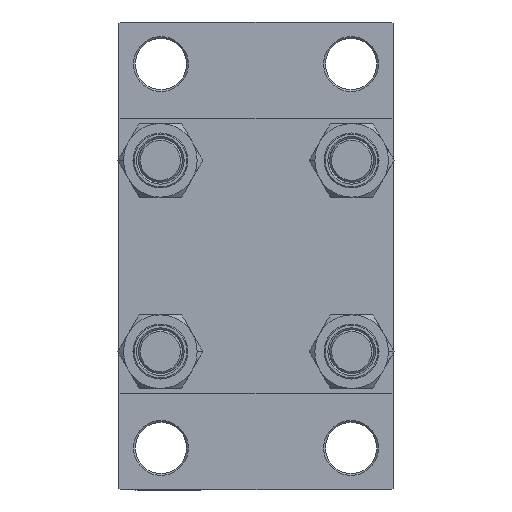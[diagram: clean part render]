
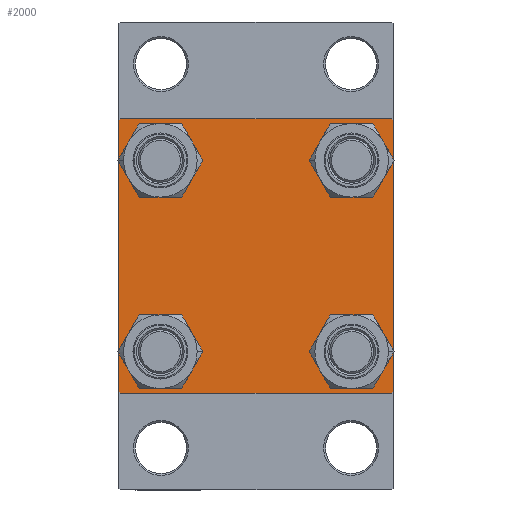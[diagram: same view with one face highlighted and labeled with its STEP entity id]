
A CAD part, left-side view. The second image highlights one B-rep face of the part: STEP entity #2000.
In plain terms, the highlighted planar face has unit normal (-1, 0, 0).
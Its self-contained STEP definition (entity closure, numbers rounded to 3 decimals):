
#17 = CARTESIAN_POINT ( 'NONE',  ( 0., -26.15, 32.65 ) ) ;
#946 = CIRCLE ( 'NONE', #3961, 6.5 ) ;
#1508 = EDGE_CURVE ( 'NONE', #34378, #21909, #35076, .T. ) ;
#1519 = DIRECTION ( 'NONE',  ( 0., -1., 0. ) ) ;
#1839 = DIRECTION ( 'NONE',  ( 0., 0., 1. ) ) ;
#2000 = ADVANCED_FACE ( 'NONE', ( #41071, #40839, #37255, #16214, #8344 ), #30326, .T. ) ;
#2525 = DIRECTION ( 'NONE',  ( 0., 0.707, 0.707 ) ) ;
#2747 = VERTEX_POINT ( 'NONE', #21328 ) ;
#2900 = ORIENTED_EDGE ( 'NONE', *, *, #1508, .T. ) ;
#3114 = LINE ( 'NONE', #31774, #13813 ) ;
#3961 = AXIS2_PLACEMENT_3D ( 'NONE', #26677, #19267, #26918 ) ;
#4110 = VERTEX_POINT ( 'NONE', #44209 ) ;
#4633 = AXIS2_PLACEMENT_3D ( 'NONE', #5250, #37019, #22909 ) ;
#5250 = CARTESIAN_POINT ( 'NONE',  ( 0., 0., 0. ) ) ;
#5519 = VECTOR ( 'NONE', #9580, 1000. ) ;
#5723 = EDGE_LOOP ( 'NONE', ( #23772, #24461 ) ) ;
#5790 = DIRECTION ( 'NONE',  ( 0., 0., 1. ) ) ;
#6476 = VECTOR ( 'NONE', #45740, 1000. ) ;
#6661 = DIRECTION ( 'NONE',  ( 0., 0., 1. ) ) ;
#6935 = VECTOR ( 'NONE', #44551, 1000. ) ;
#7732 = EDGE_CURVE ( 'NONE', #29566, #40033, #30219, .T. ) ;
#8344 = FACE_OUTER_BOUND ( 'NONE', #27388, .T. ) ;
#8992 = ORIENTED_EDGE ( 'NONE', *, *, #22523, .T. ) ;
#9141 = DIRECTION ( 'NONE',  ( 0., 0., -1. ) ) ;
#9217 = CARTESIAN_POINT ( 'NONE',  ( 0., 26.15, -26.15 ) ) ;
#9291 = CARTESIAN_POINT ( 'NONE',  ( 0., 26.15, 26.15 ) ) ;
#9433 = CARTESIAN_POINT ( 'NONE',  ( 0., -26.15, -19.65 ) ) ;
#9580 = DIRECTION ( 'NONE',  ( 0., 0.707, -0.707 ) ) ;
#9770 = EDGE_CURVE ( 'NONE', #24539, #35058, #28429, .T. ) ;
#10229 = AXIS2_PLACEMENT_3D ( 'NONE', #19462, #18751, #29736 ) ;
#10259 = VERTEX_POINT ( 'NONE', #34747 ) ;
#10587 = CARTESIAN_POINT ( 'NONE',  ( 0., 37., 37.5 ) ) ;
#10785 = CIRCLE ( 'NONE', #29107, 6.5 ) ;
#10895 = CARTESIAN_POINT ( 'NONE',  ( 0., 26.15, 32.65 ) ) ;
#11079 = AXIS2_PLACEMENT_3D ( 'NONE', #39380, #25041, #6661 ) ;
#11351 = ORIENTED_EDGE ( 'NONE', *, *, #9770, .T. ) ;
#12013 = LINE ( 'NONE', #27058, #19543 ) ;
#12280 = AXIS2_PLACEMENT_3D ( 'NONE', #9291, #42249, #46304 ) ;
#12716 = VERTEX_POINT ( 'NONE', #13737 ) ;
#12736 = CARTESIAN_POINT ( 'NONE',  ( 0., -37.5, 37.5 ) ) ;
#12930 = DIRECTION ( 'NONE',  ( 1., 0., 0. ) ) ;
#13713 = CARTESIAN_POINT ( 'NONE',  ( 0., -37.25, 37.25 ) ) ;
#13737 = CARTESIAN_POINT ( 'NONE',  ( 0., 37., -37.5 ) ) ;
#13813 = VECTOR ( 'NONE', #38485, 1000. ) ;
#15339 = EDGE_CURVE ( 'NONE', #2747, #26534, #20904, .T. ) ;
#16214 = FACE_BOUND ( 'NONE', #5723, .T. ) ;
#17265 = CARTESIAN_POINT ( 'NONE',  ( 0., 26.15, -32.65 ) ) ;
#18751 = DIRECTION ( 'NONE',  ( 1., 0., 0. ) ) ;
#19010 = ORIENTED_EDGE ( 'NONE', *, *, #32095, .T. ) ;
#19267 = DIRECTION ( 'NONE',  ( 1., 0., 0. ) ) ;
#19338 = EDGE_LOOP ( 'NONE', ( #40256, #2900 ) ) ;
#19462 = CARTESIAN_POINT ( 'NONE',  ( 0., -26.15, 26.15 ) ) ;
#19543 = VECTOR ( 'NONE', #1519, 1000. ) ;
#19972 = LINE ( 'NONE', #13713, #20715 ) ;
#19978 = DIRECTION ( 'NONE',  ( 1., 0., 0. ) ) ;
#20048 = ORIENTED_EDGE ( 'NONE', *, *, #7732, .T. ) ;
#20715 = VECTOR ( 'NONE', #2525, 1000. ) ;
#20904 = CIRCLE ( 'NONE', #10229, 6.5 ) ;
#21102 = ORIENTED_EDGE ( 'NONE', *, *, #45757, .T. ) ;
#21328 = CARTESIAN_POINT ( 'NONE',  ( 0., -26.15, 19.65 ) ) ;
#21909 = VERTEX_POINT ( 'NONE', #44381 ) ;
#22157 = DIRECTION ( 'NONE',  ( 1., 0., 0. ) ) ;
#22262 = CARTESIAN_POINT ( 'NONE',  ( 0., -37., -37.5 ) ) ;
#22523 = EDGE_CURVE ( 'NONE', #43004, #40044, #31688, .T. ) ;
#22909 = DIRECTION ( 'NONE',  ( 0., 0., 1. ) ) ;
#23077 = VERTEX_POINT ( 'NONE', #41213 ) ;
#23111 = LINE ( 'NONE', #37212, #45857 ) ;
#23348 = VERTEX_POINT ( 'NONE', #39966 ) ;
#23497 = LINE ( 'NONE', #12736, #33870 ) ;
#23772 = ORIENTED_EDGE ( 'NONE', *, *, #29963, .T. ) ;
#24461 = ORIENTED_EDGE ( 'NONE', *, *, #26780, .T. ) ;
#24539 = VERTEX_POINT ( 'NONE', #10587 ) ;
#24837 = AXIS2_PLACEMENT_3D ( 'NONE', #26231, #22157, #29570 ) ;
#25041 = DIRECTION ( 'NONE',  ( 1., 0., 0. ) ) ;
#26141 = ORIENTED_EDGE ( 'NONE', *, *, #15339, .T. ) ;
#26231 = CARTESIAN_POINT ( 'NONE',  ( 0., -26.15, -26.15 ) ) ;
#26534 = VERTEX_POINT ( 'NONE', #17 ) ;
#26677 = CARTESIAN_POINT ( 'NONE',  ( 0., 26.15, -26.15 ) ) ;
#26780 = EDGE_CURVE ( 'NONE', #23348, #40291, #32853, .T. ) ;
#26895 = CARTESIAN_POINT ( 'NONE',  ( 0., 37.5, 37.5 ) ) ;
#26918 = DIRECTION ( 'NONE',  ( 0., 0., 1. ) ) ;
#26958 = EDGE_CURVE ( 'NONE', #35058, #23077, #23111, .T. ) ;
#27058 = CARTESIAN_POINT ( 'NONE',  ( 0., 37.5, -37.5 ) ) ;
#27388 = EDGE_LOOP ( 'NONE', ( #30695, #36792, #21102, #20048, #45041, #44043, #35232, #11351 ) ) ;
#28110 = EDGE_CURVE ( 'NONE', #4110, #10259, #19972, .T. ) ;
#28179 = EDGE_LOOP ( 'NONE', ( #19010, #26141 ) ) ;
#28366 = ORIENTED_EDGE ( 'NONE', *, *, #45118, .T. ) ;
#28429 = LINE ( 'NONE', #46817, #5519 ) ;
#28810 = EDGE_CURVE ( 'NONE', #21909, #34378, #946, .T. ) ;
#28868 = CARTESIAN_POINT ( 'NONE',  ( 0., -37.5, -37. ) ) ;
#29107 = AXIS2_PLACEMENT_3D ( 'NONE', #30451, #12930, #5790 ) ;
#29566 = VERTEX_POINT ( 'NONE', #22262 ) ;
#29570 = DIRECTION ( 'NONE',  ( 0., 0., 1. ) ) ;
#29736 = DIRECTION ( 'NONE',  ( 0., 0., 1. ) ) ;
#29963 = EDGE_CURVE ( 'NONE', #40291, #23348, #38966, .T. ) ;
#30219 = LINE ( 'NONE', #40974, #6935 ) ;
#30245 = LINE ( 'NONE', #26895, #6476 ) ;
#30326 = PLANE ( 'NONE',  #4633 ) ;
#30451 = CARTESIAN_POINT ( 'NONE',  ( 0., -26.15, 26.15 ) ) ;
#30695 = ORIENTED_EDGE ( 'NONE', *, *, #26958, .T. ) ;
#31038 = DIRECTION ( 'NONE',  ( 1., 0., 0. ) ) ;
#31146 = EDGE_CURVE ( 'NONE', #23077, #12716, #3114, .T. ) ;
#31214 = CARTESIAN_POINT ( 'NONE',  ( 0., 37.5, 37. ) ) ;
#31688 = CIRCLE ( 'NONE', #11079, 6.5 ) ;
#31774 = CARTESIAN_POINT ( 'NONE',  ( 0., 37.25, -37.25 ) ) ;
#32095 = EDGE_CURVE ( 'NONE', #26534, #2747, #10785, .T. ) ;
#32853 = CIRCLE ( 'NONE', #12280, 6.5 ) ;
#32920 = CARTESIAN_POINT ( 'NONE',  ( 0., -26.15, -32.65 ) ) ;
#33629 = AXIS2_PLACEMENT_3D ( 'NONE', #35319, #31038, #41794 ) ;
#33870 = VECTOR ( 'NONE', #9141, 1000. ) ;
#34378 = VERTEX_POINT ( 'NONE', #17265 ) ;
#34747 = CARTESIAN_POINT ( 'NONE',  ( 0., -37., 37.5 ) ) ;
#34971 = DIRECTION ( 'NONE',  ( 0., 0., -1. ) ) ;
#35058 = VERTEX_POINT ( 'NONE', #31214 ) ;
#35076 = CIRCLE ( 'NONE', #43447, 6.5 ) ;
#35232 = ORIENTED_EDGE ( 'NONE', *, *, #43010, .F. ) ;
#35319 = CARTESIAN_POINT ( 'NONE',  ( 0., 26.15, 26.15 ) ) ;
#36792 = ORIENTED_EDGE ( 'NONE', *, *, #31146, .T. ) ;
#37019 = DIRECTION ( 'NONE',  ( -1., 0., 0. ) ) ;
#37212 = CARTESIAN_POINT ( 'NONE',  ( 0., 37.5, 37.5 ) ) ;
#37255 = FACE_BOUND ( 'NONE', #19338, .T. ) ;
#37827 = CIRCLE ( 'NONE', #24837, 6.5 ) ;
#37840 = EDGE_CURVE ( 'NONE', #4110, #40033, #23497, .T. ) ;
#38485 = DIRECTION ( 'NONE',  ( 0., -0.707, -0.707 ) ) ;
#38966 = CIRCLE ( 'NONE', #33629, 6.5 ) ;
#39380 = CARTESIAN_POINT ( 'NONE',  ( 0., -26.15, -26.15 ) ) ;
#39966 = CARTESIAN_POINT ( 'NONE',  ( 0., 26.15, 19.65 ) ) ;
#40033 = VERTEX_POINT ( 'NONE', #28868 ) ;
#40044 = VERTEX_POINT ( 'NONE', #32920 ) ;
#40256 = ORIENTED_EDGE ( 'NONE', *, *, #28810, .T. ) ;
#40291 = VERTEX_POINT ( 'NONE', #10895 ) ;
#40839 = FACE_BOUND ( 'NONE', #44894, .T. ) ;
#40974 = CARTESIAN_POINT ( 'NONE',  ( 0., -37.25, -37.25 ) ) ;
#41071 = FACE_BOUND ( 'NONE', #28179, .T. ) ;
#41213 = CARTESIAN_POINT ( 'NONE',  ( 0., 37.5, -37. ) ) ;
#41794 = DIRECTION ( 'NONE',  ( 0., 0., 1. ) ) ;
#42249 = DIRECTION ( 'NONE',  ( 1., 0., 0. ) ) ;
#43004 = VERTEX_POINT ( 'NONE', #9433 ) ;
#43010 = EDGE_CURVE ( 'NONE', #24539, #10259, #30245, .T. ) ;
#43447 = AXIS2_PLACEMENT_3D ( 'NONE', #9217, #19978, #1839 ) ;
#44043 = ORIENTED_EDGE ( 'NONE', *, *, #28110, .T. ) ;
#44209 = CARTESIAN_POINT ( 'NONE',  ( 0., -37.5, 37. ) ) ;
#44381 = CARTESIAN_POINT ( 'NONE',  ( 0., 26.15, -19.65 ) ) ;
#44551 = DIRECTION ( 'NONE',  ( 0., -0.707, 0.707 ) ) ;
#44894 = EDGE_LOOP ( 'NONE', ( #8992, #28366 ) ) ;
#45041 = ORIENTED_EDGE ( 'NONE', *, *, #37840, .F. ) ;
#45118 = EDGE_CURVE ( 'NONE', #40044, #43004, #37827, .T. ) ;
#45740 = DIRECTION ( 'NONE',  ( 0., -1., 0. ) ) ;
#45757 = EDGE_CURVE ( 'NONE', #12716, #29566, #12013, .T. ) ;
#45857 = VECTOR ( 'NONE', #34971, 1000. ) ;
#46304 = DIRECTION ( 'NONE',  ( 0., 0., 1. ) ) ;
#46817 = CARTESIAN_POINT ( 'NONE',  ( 0., 37.25, 37.25 ) ) ;
